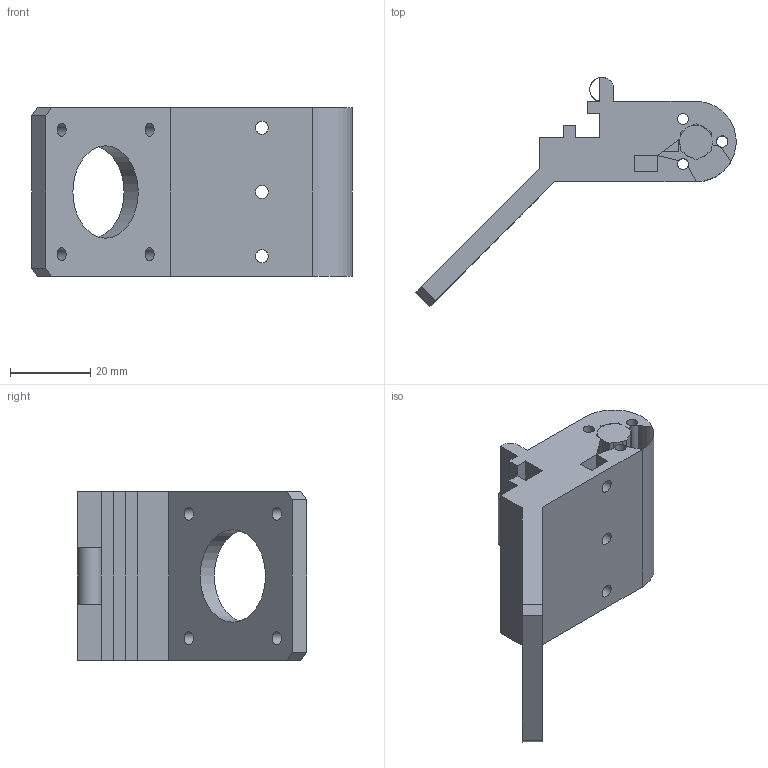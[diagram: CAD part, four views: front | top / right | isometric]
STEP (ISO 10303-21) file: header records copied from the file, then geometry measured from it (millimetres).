
FILE_DESCRIPTION(('FreeCAD Model'),'2;1');
FILE_NAME('Open CASCADE Shape Model','2023-03-07T10:59:47',('Author'),( ''),'Open CASCADE STEP processor 7.5','FreeCAD','Unknown');
FILE_SCHEMA(('AUTOMOTIVE_DESIGN { 1 0 10303 214 1 1 1 1 }'));
Length unit declared in the file: millimetre
Products named in the file (1): Fusion194
Bounding box: 79.85 x 57.08 x 42 mm (x, y, z)
Surface area: 15806.2 mm2 (no closed solid volume)
Topology: 0 solids, 1 shells, 79 faces, 226 edges, 146 vertices
Faces by surface type: plane 59, cylinder 18, cone 2
Full cylindrical faces by diameter (mm): 2.8 x3, 3.2 x9, 6.2 x2, 23 x1
Entity records: 5515 total; most frequent: CARTESIAN_POINT 1052, DIRECTION 823, LINE 526, VECTOR 526, ORIENTED_EDGE 440, PCURVE 440, DEFINITIONAL_REPRESENTATION 440, EDGE_CURVE 220
